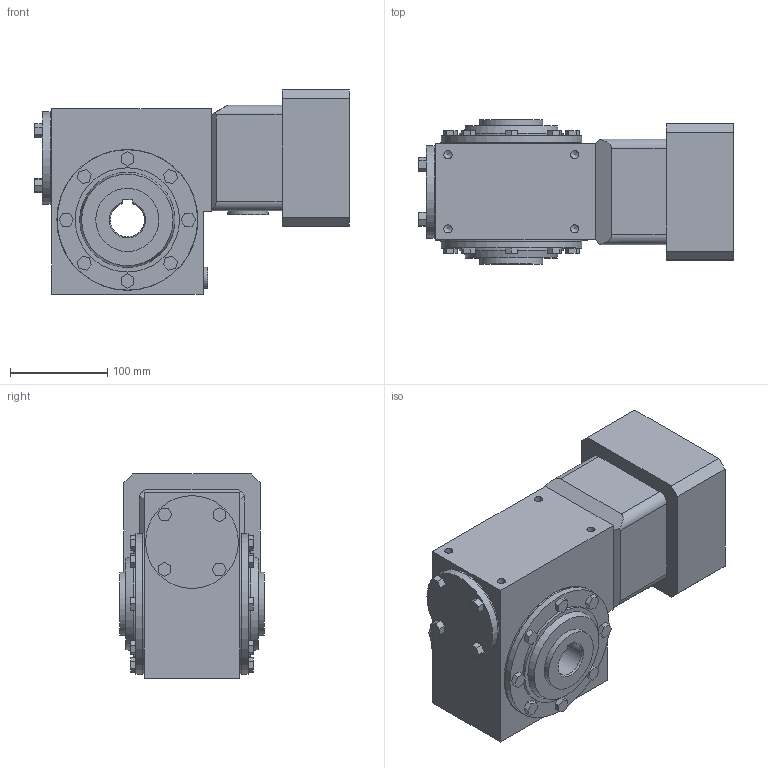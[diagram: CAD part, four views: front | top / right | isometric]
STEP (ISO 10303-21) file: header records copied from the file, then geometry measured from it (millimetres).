
FILE_DESCRIPTION(/* description */ ('Unknown'),/* implementation_level */ '2;1');
FILE_NAME(/* name */ 'RG25110.SKHE03HLQER-',/* time_stamp */ '2024-09-13T14:26:31-04:00',/* author */ ('Unknown'),/* organization */ ('Unknown'),/* preprocessor_version */ 'ST-DEVELOPER v19.4',/* originating_system */ 'Solid Edge',/* authorisation */ 'Unknown');
FILE_SCHEMA (('AUTOMOTIVE_DESIGN {1 0 10303 214 3 1 1}'));
Length unit declared in the file: millimetre
Products named in the file (7): RG25110.SKHE03HLQER-; 25R-1-CP; 25RM-M20-CP; RG2530K-R; MP2HLQE-CP; 25RM-OUTH-35; 25R-WCAP
Assembly tree (7 placements, depth 2):
  RG25110.SKHE03HLQER-
    25R-1-CP
    25RM-M20-CP
    RG2530K-R
    MP2HLQE-CP
    25RM-OUTH-35  x2
    25R-WCAP
Bounding box: 323.09 x 148 x 209.7 mm (x, y, z)
Volume: 4770204.6 mm3; surface area: 494123.4 mm2
Topology: 7 solids, 7 shells, 394 faces, 981 edges, 654 vertices
Faces by surface type: plane 278, cylinder 92, cone 24
Full cylindrical faces by diameter (mm): 6.647 x4, 7.925 x3, 7.938 x1, 8 x7, 8.376 x20, 13 x4, 14.25 x4, 19.009 x1, 21.895 x1, 60 x1, 64.905 x4, 65 x3, 85 x1, 90.053 x1, 95.25 x2, 107.112 x2, 130 x1, 144.272 x2, 144.78 x2
Entity records: 10701 total; most frequent: CARTESIAN_POINT 1570, DIRECTION 1483, ORIENTED_EDGE 1334, EDGE_CURVE 667, VERTEX_POINT 500, AXIS2_PLACEMENT_3D 498, LINE 487, VECTOR 487
